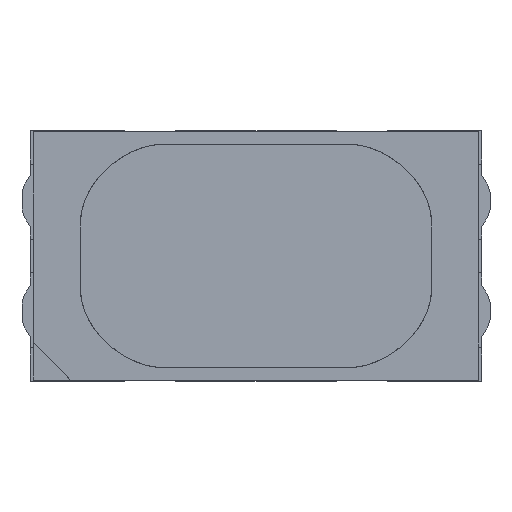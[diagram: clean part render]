
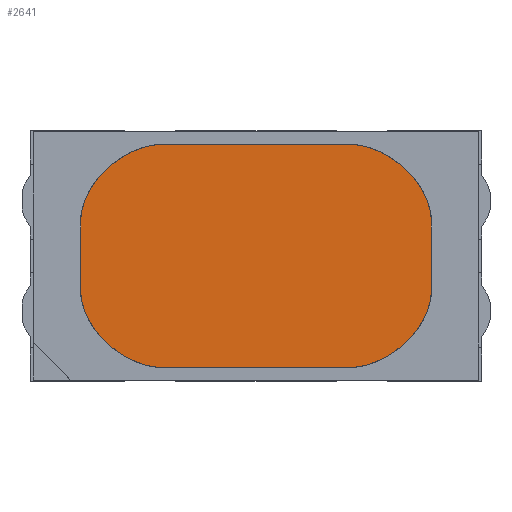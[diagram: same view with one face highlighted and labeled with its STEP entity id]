
A CAD part, top view. The second image highlights one B-rep face of the part: STEP entity #2641.
In plain terms, the highlighted planar face has unit normal (0, 0, 1).
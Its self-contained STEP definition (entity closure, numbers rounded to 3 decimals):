
#40 = ORIENTED_EDGE ( 'NONE', *, *, #2439, .F. ) ;
#73 = ORIENTED_EDGE ( 'NONE', *, *, #973, .F. ) ;
#238 = CARTESIAN_POINT ( 'NONE',  ( -1571.808, 2317.183, 0.4 ) ) ;
#249 = CARTESIAN_POINT ( 'NONE',  ( -1572.626, 2319.169, 0.4 ) ) ;
#459 = DIRECTION ( 'NONE',  ( 0., 1., 0. ) ) ;
#508 = CARTESIAN_POINT ( 'NONE',  ( -1568.694, 2317.554, 0.4 ) ) ;
#582 = CARTESIAN_POINT ( 'NONE',  ( -1569.32, 2319.854, 0.4 ) ) ;
#602 = LINE ( 'NONE', #7652, #3688 ) ;
#793 = VERTEX_POINT ( 'NONE', #6045 ) ;
#824 = CARTESIAN_POINT ( 'NONE',  ( -1572.663, 2317.987, 0.4 ) ) ;
#865 = CARTESIAN_POINT ( 'NONE',  ( -1572.663, 2318.925, 0.4 ) ) ;
#973 = EDGE_CURVE ( 'NONE', #5328, #7162, #602, .T. ) ;
#1096 = ORIENTED_EDGE ( 'NONE', *, *, #7407, .T. ) ;
#1126 = CARTESIAN_POINT ( 'NONE',  ( -1568.502, 2317.867, 0.4 ) ) ;
#1210 = DIRECTION ( 'NONE',  ( -1., 0., 0. ) ) ;
#1447 = CARTESIAN_POINT ( 'NONE',  ( -1569.444, 2319.854, 0.4 ) ) ;
#1450 = EDGE_LOOP ( 'NONE', ( #3921, #1096, #2430, #4120, #73, #1827, #40, #6398 ) ) ;
#1458 = CARTESIAN_POINT ( 'NONE',  ( -1571.809, 2319.854, 0.4 ) ) ;
#1635 = B_SPLINE_CURVE_WITH_KNOTS ( 'NONE', 3,
 ( #6647, #7246, #3597, #7847, #4197, #508, #4799, #1126, #5398, #1764 ),
 .UNSPECIFIED., .F., .F.,
 ( 4, 2, 2, 2, 4 ),
 ( 0., 0., 0.001, 0.001, 0.001 ),
 .UNSPECIFIED. ) ;
#1721 = EDGE_CURVE ( 'NONE', #7264, #793, #5493, .T. ) ;
#1764 = CARTESIAN_POINT ( 'NONE',  ( -1568.465, 2318.112, 0.4 ) ) ;
#1827 = ORIENTED_EDGE ( 'NONE', *, *, #4441, .T. ) ;
#1842 = CARTESIAN_POINT ( 'NONE',  ( -1569.444, 2317.183, 0.4 ) ) ;
#2180 = B_SPLINE_CURVE_WITH_KNOTS ( 'NONE', 3,
 ( #5740, #1458, #2703, #6989, #3323, #7592, #3940, #249, #4525, #865 ),
 .UNSPECIFIED., .F., .F.,
 ( 4, 2, 2, 2, 4 ),
 ( 0., 0., 0.001, 0.001, 0.001 ),
 .UNSPECIFIED. ) ;
#2223 = VECTOR ( 'NONE', #459, 1000. ) ;
#2430 = ORIENTED_EDGE ( 'NONE', *, *, #1721, .F. ) ;
#2439 = EDGE_CURVE ( 'NONE', #7832, #4924, #7474, .T. ) ;
#2448 = CARTESIAN_POINT ( 'NONE',  ( 0., 2317.183, 0.4 ) ) ;
#2620 = VERTEX_POINT ( 'NONE', #7604 ) ;
#2641 = ADVANCED_FACE ( 'NONE', ( #7555 ), #6409, .F. ) ;
#2690 = CARTESIAN_POINT ( 'NONE',  ( -1572.513, 2317.651, 0.4 ) ) ;
#2703 = CARTESIAN_POINT ( 'NONE',  ( -1571.928, 2319.82, 0.4 ) ) ;
#2783 = EDGE_CURVE ( 'NONE', #3286, #2620, #6135, .T. ) ;
#3039 = CARTESIAN_POINT ( 'NONE',  ( -1568.616, 2319.386, 0.4 ) ) ;
#3221 = CARTESIAN_POINT ( 'NONE',  ( -1571.684, 2319.854, 0.4 ) ) ;
#3286 = VERTEX_POINT ( 'NONE', #1842 ) ;
#3302 = CARTESIAN_POINT ( 'NONE',  ( -1572.254, 2317.389, 0.4 ) ) ;
#3323 = CARTESIAN_POINT ( 'NONE',  ( -1572.253, 2319.649, 0.4 ) ) ;
#3373 = CARTESIAN_POINT ( 'NONE',  ( -1572.663, 2318.925, 0.4 ) ) ;
#3374 = DIRECTION ( 'NONE',  ( -1., 0., 0. ) ) ;
#3597 = CARTESIAN_POINT ( 'NONE',  ( -1569.2, 2317.216, 0.4 ) ) ;
#3631 = CARTESIAN_POINT ( 'NONE',  ( -1572.663, 2318.112, 0.4 ) ) ;
#3667 = CARTESIAN_POINT ( 'NONE',  ( -1568.874, 2319.648, 0.4 ) ) ;
#3688 = VECTOR ( 'NONE', #7046, 1000. ) ;
#3921 = ORIENTED_EDGE ( 'NONE', *, *, #2783, .F. ) ;
#3923 = CARTESIAN_POINT ( 'NONE',  ( -1571.929, 2317.217, 0.4 ) ) ;
#3940 = CARTESIAN_POINT ( 'NONE',  ( -1572.511, 2319.389, 0.4 ) ) ;
#4120 = ORIENTED_EDGE ( 'NONE', *, *, #4237, .T. ) ;
#4197 = CARTESIAN_POINT ( 'NONE',  ( -1568.876, 2317.388, 0.4 ) ) ;
#4237 = EDGE_CURVE ( 'NONE', #7264, #7162, #7714, .T. ) ;
#4261 = CARTESIAN_POINT ( 'NONE',  ( -1569.199, 2319.82, 0.4 ) ) ;
#4380 = B_SPLINE_CURVE_WITH_KNOTS ( 'NONE', 3,
 ( #5103, #824, #6348, #2690, #6977, #3302, #7578, #3923, #238, #4516 ),
 .UNSPECIFIED., .F., .F.,
 ( 4, 2, 2, 2, 4 ),
 ( 0., 0., 0.001, 0.001, 0.001 ),
 .UNSPECIFIED. ) ;
#4441 = EDGE_CURVE ( 'NONE', #5328, #4924, #2180, .T. ) ;
#4516 = CARTESIAN_POINT ( 'NONE',  ( -1571.684, 2317.183, 0.4 ) ) ;
#4525 = CARTESIAN_POINT ( 'NONE',  ( -1572.663, 2319.049, 0.4 ) ) ;
#4572 = CARTESIAN_POINT ( 'NONE',  ( -1568.465, 2318.925, 0.4 ) ) ;
#4799 = CARTESIAN_POINT ( 'NONE',  ( -1568.617, 2317.648, 0.4 ) ) ;
#4865 = CARTESIAN_POINT ( 'NONE',  ( -1569.444, 2319.854, 0.4 ) ) ;
#4884 = EDGE_CURVE ( 'NONE', #7832, #2620, #4380, .T. ) ;
#4924 = VERTEX_POINT ( 'NONE', #3373 ) ;
#5103 = CARTESIAN_POINT ( 'NONE',  ( -1572.663, 2318.112, 0.4 ) ) ;
#5328 = VERTEX_POINT ( 'NONE', #3221 ) ;
#5385 = DIRECTION ( 'NONE',  ( 0., -1., 0. ) ) ;
#5398 = CARTESIAN_POINT ( 'NONE',  ( -1568.465, 2317.987, 0.4 ) ) ;
#5424 = CARTESIAN_POINT ( 'NONE',  ( -1568.465, 2319.049, 0.4 ) ) ;
#5452 = CARTESIAN_POINT ( 'NONE',  ( -1568.465, 2318.925, 0.4 ) ) ;
#5493 = LINE ( 'NONE', #7233, #6956 ) ;
#5740 = CARTESIAN_POINT ( 'NONE',  ( -1571.684, 2319.854, 0.4 ) ) ;
#5776 = CARTESIAN_POINT ( 'NONE',  ( 0., 0., 0.4 ) ) ;
#6045 = CARTESIAN_POINT ( 'NONE',  ( -1568.465, 2318.112, 0.4 ) ) ;
#6135 = LINE ( 'NONE', #2448, #7564 ) ;
#6348 = CARTESIAN_POINT ( 'NONE',  ( -1572.626, 2317.868, 0.4 ) ) ;
#6398 = ORIENTED_EDGE ( 'NONE', *, *, #4884, .T. ) ;
#6409 = PLANE ( 'NONE',  #7024 ) ;
#6647 = CARTESIAN_POINT ( 'NONE',  ( -1569.444, 2317.183, 0.4 ) ) ;
#6719 = CARTESIAN_POINT ( 'NONE',  ( -1568.502, 2319.169, 0.4 ) ) ;
#6956 = VECTOR ( 'NONE', #5385, 1000. ) ;
#6977 = CARTESIAN_POINT ( 'NONE',  ( -1572.434, 2317.554, 0.4 ) ) ;
#6989 = CARTESIAN_POINT ( 'NONE',  ( -1572.151, 2319.718, 0.4 ) ) ;
#7024 = AXIS2_PLACEMENT_3D ( 'NONE', #5776, #7030, #3374 ) ;
#7030 = DIRECTION ( 'NONE',  ( 0., 0., -1. ) ) ;
#7046 = DIRECTION ( 'NONE',  ( 1., 0., 0. ) ) ;
#7162 = VERTEX_POINT ( 'NONE', #1447 ) ;
#7233 = CARTESIAN_POINT ( 'NONE',  ( -1568.465, 0., 0.4 ) ) ;
#7246 = CARTESIAN_POINT ( 'NONE',  ( -1569.32, 2317.183, 0.4 ) ) ;
#7264 = VERTEX_POINT ( 'NONE', #4572 ) ;
#7319 = CARTESIAN_POINT ( 'NONE',  ( -1568.694, 2319.483, 0.4 ) ) ;
#7407 = EDGE_CURVE ( 'NONE', #3286, #793, #1635, .T. ) ;
#7474 = LINE ( 'NONE', #7791, #2223 ) ;
#7555 = FACE_OUTER_BOUND ( 'NONE', #1450, .T. ) ;
#7564 = VECTOR ( 'NONE', #1210, 1000. ) ;
#7578 = CARTESIAN_POINT ( 'NONE',  ( -1572.15, 2317.319, 0.4 ) ) ;
#7592 = CARTESIAN_POINT ( 'NONE',  ( -1572.434, 2319.483, 0.4 ) ) ;
#7604 = CARTESIAN_POINT ( 'NONE',  ( -1571.684, 2317.183, 0.4 ) ) ;
#7652 = CARTESIAN_POINT ( 'NONE',  ( 0., 2319.854, 0.4 ) ) ;
#7714 = B_SPLINE_CURVE_WITH_KNOTS ( 'NONE', 3,
 ( #5452, #5424, #6719, #3039, #7319, #3667, #7927, #4261, #582, #4865 ),
 .UNSPECIFIED., .F., .F.,
 ( 4, 2, 2, 2, 4 ),
 ( 0., 0., 0.001, 0.001, 0.001 ),
 .UNSPECIFIED. ) ;
#7791 = CARTESIAN_POINT ( 'NONE',  ( -1572.663, 0., 0.4 ) ) ;
#7832 = VERTEX_POINT ( 'NONE', #3631 ) ;
#7847 = CARTESIAN_POINT ( 'NONE',  ( -1568.978, 2317.319, 0.4 ) ) ;
#7927 = CARTESIAN_POINT ( 'NONE',  ( -1568.978, 2319.718, 0.4 ) ) ;
